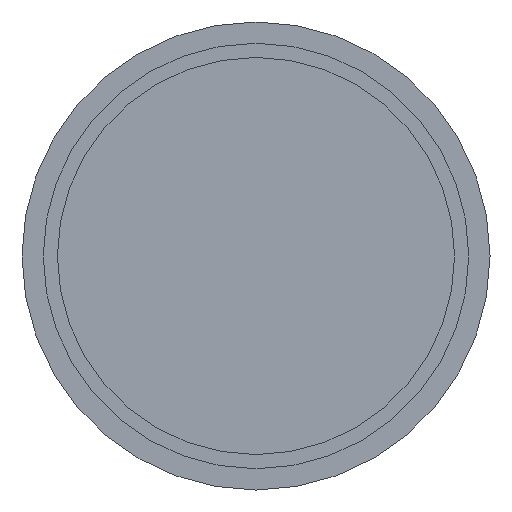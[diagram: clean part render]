
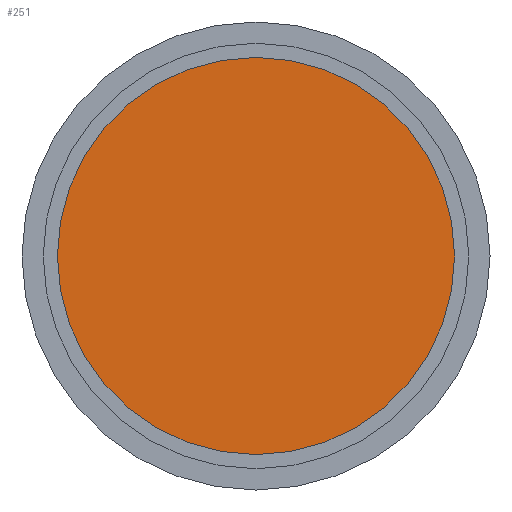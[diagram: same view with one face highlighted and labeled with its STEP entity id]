
A CAD part, front view. The second image highlights one B-rep face of the part: STEP entity #251.
In plain terms, the highlighted planar face has unit normal (0, -1, 0).
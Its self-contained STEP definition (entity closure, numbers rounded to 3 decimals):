
#64=PLANE('',#279);
#86=FACE_OUTER_BOUND('',#107,.T.);
#107=EDGE_LOOP('',(#222));
#111=CIRCLE('',#257,14.);
#121=VERTEX_POINT('',#359);
#143=EDGE_CURVE('',#121,#121,#111,.T.);
#222=ORIENTED_EDGE('',*,*,#143,.T.);
#251=ADVANCED_FACE('',(#86),#64,.F.);
#257=AXIS2_PLACEMENT_3D('',#360,#287,#288);
#279=AXIS2_PLACEMENT_3D('',#422,#351,#352);
#287=DIRECTION('center_axis',(0.,-1.,0.));
#288=DIRECTION('ref_axis',(-1.,0.,0.));
#351=DIRECTION('center_axis',(0.,1.,0.));
#352=DIRECTION('ref_axis',(0.,0.,1.));
#359=CARTESIAN_POINT('',(14.,0.,0.));
#360=CARTESIAN_POINT('Origin',(0.,0.,0.));
#422=CARTESIAN_POINT('Origin',(0.,0.,0.));
